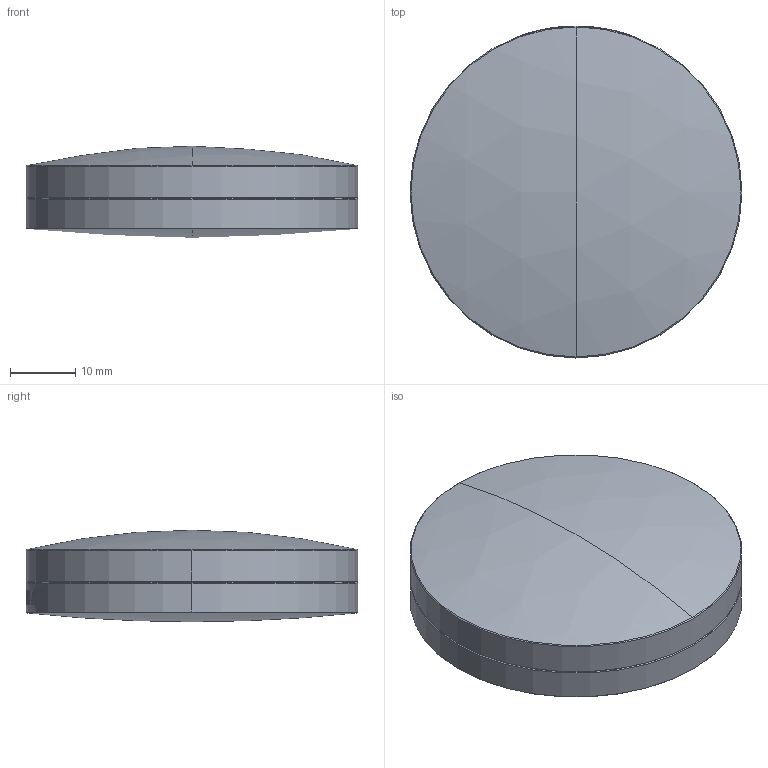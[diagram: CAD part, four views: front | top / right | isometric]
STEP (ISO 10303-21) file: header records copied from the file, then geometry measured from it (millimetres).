
FILE_DESCRIPTION (( 'STEP AP203' ), '1' );
FILE_NAME ('TTN005506-E0W.STEP', '2016-09-30T18:06:55', ( 'admin' ), ( '' ), 'SwSTEP 2.0', 'SolidWorks 2016', '' );
FILE_SCHEMA (( 'CONFIG_CONTROL_DESIGN' ));
Length unit declared in the file: inch
Products named in the file (1): TTN005506-E0W
Bounding box: 50.8 x 50.8 x 14 mm (x, y, z)
Volume: 23989.8 mm3; surface area: 9740.3 mm2
Topology: 2 solids, 2 shells, 39 faces, 163 edges, 147 vertices
Faces by surface type: cylinder 23, sphere 8, cone 8
Entity records: 3542 total; most frequent: CARTESIAN_POINT 2154, ORIENTED_EDGE 326, DIRECTION 200, EDGE_CURVE 163, VERTEX_POINT 147, B_SPLINE_CURVE_WITH_KNOTS 93, AXIS2_PLACEMENT_3D 90, EDGE_LOOP 58
